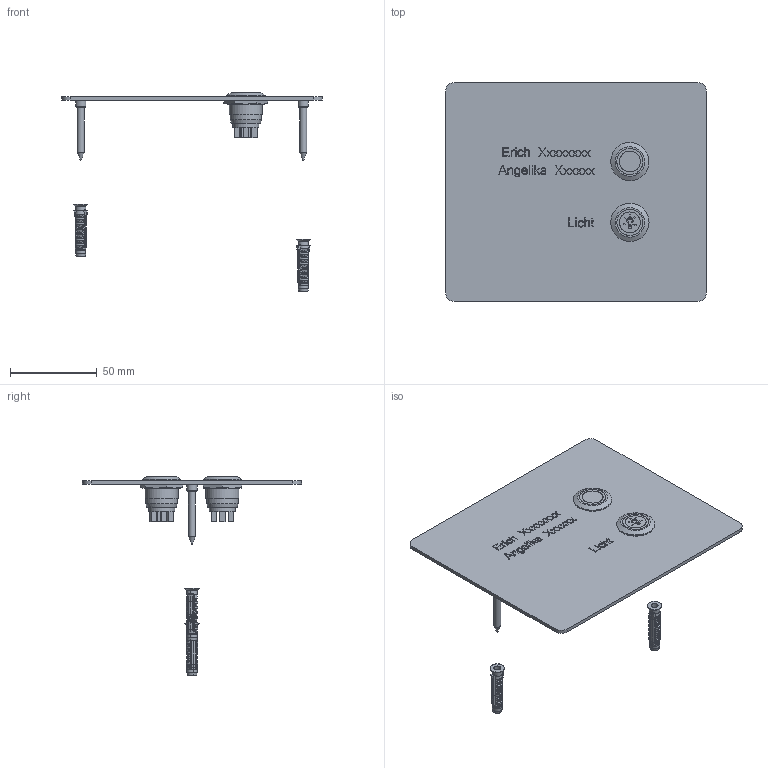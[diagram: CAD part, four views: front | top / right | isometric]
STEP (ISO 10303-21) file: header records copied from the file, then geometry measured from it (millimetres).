
FILE_DESCRIPTION(/* description */ ('Alibre Inc.'),/* implementation_level */ '2;1');
FILE_NAME(/* name */ 'export-4D2155F5-496E-4109-B55B-73C9E7AE8F91',/* time_stamp */ '2020-12-24T14:20:10+01:00',/* author */ (''),/* organization */ (''),/* preprocessor_version */ 'ST-DEVELOPER v17',/* originating_system */ 'Alibre',/* authorisation */ '');
FILE_SCHEMA (('CONFIG_CONTROL_DESIGN'));
Length unit declared in the file: millimetre
Bounding box: 150 x 126 x 114.25 mm (x, y, z)
Volume: 50295.9 mm3; surface area: 48176 mm2
Topology: 20 solids, 20 shells, 1507 faces, 4117 edges, 2726 vertices
Faces by surface type: plane 1055, bspline 220, cylinder 180, cone 44, torus 8
Full cylindrical faces by diameter (mm): 4 x6, 4.2 x2, 6 x2, 12 x4, 15 x6, 18 x2, 19 x6, 19.5 x2, 22 x4
Entity records: 39330 total; most frequent: CARTESIAN_POINT 12014, ORIENTED_EDGE 5942, DIRECTION 4053, EDGE_CURVE 2971, VERTEX_POINT 1996, VECTOR 1784, LINE 1784, AXIS2_PLACEMENT_3D 1516
